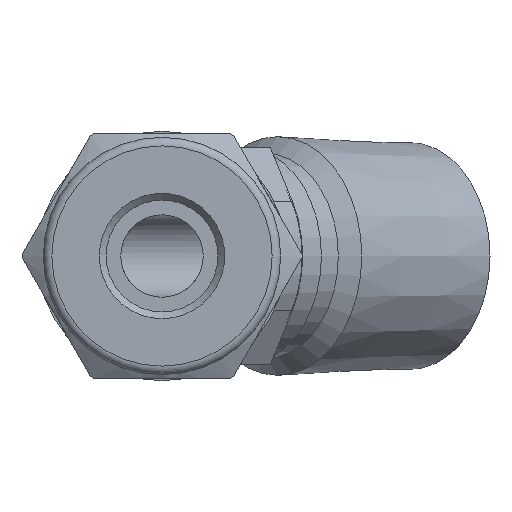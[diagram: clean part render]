
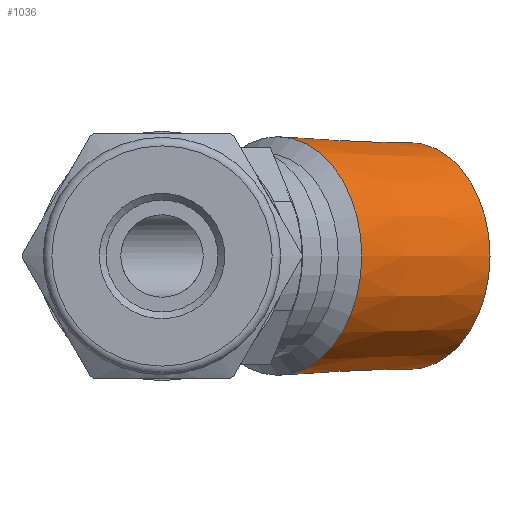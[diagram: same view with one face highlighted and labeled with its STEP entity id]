
A CAD part, left-side view. The second image highlights one B-rep face of the part: STEP entity #1036.
In plain terms, the highlighted conical face has half-angle 1.78 degrees and reference radius 6.817 mm.
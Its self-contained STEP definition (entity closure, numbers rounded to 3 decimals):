
#107=CIRCLE('',#1166,6.987);
#108=CIRCLE('',#1168,6.646);
#129=CONICAL_SURFACE('',#1167,6.817,0.031);
#170=FACE_OUTER_BOUND('',#242,.T.);
#242=EDGE_LOOP('',(#842,#843,#844,#845));
#304=LINE('',#1761,#375);
#375=VECTOR('',#1418,6.817);
#482=VERTEX_POINT('',#1755);
#483=VERTEX_POINT('',#1759);
#607=EDGE_CURVE('',#482,#482,#107,.T.);
#609=EDGE_CURVE('',#483,#483,#108,.T.);
#610=EDGE_CURVE('',#483,#482,#304,.T.);
#842=ORIENTED_EDGE('',*,*,#609,.F.);
#843=ORIENTED_EDGE('',*,*,#610,.T.);
#844=ORIENTED_EDGE('',*,*,#607,.T.);
#845=ORIENTED_EDGE('',*,*,#610,.F.);
#1036=ADVANCED_FACE('',(#170),#129,.T.);
#1166=AXIS2_PLACEMENT_3D('',#1756,#1411,#1412);
#1167=AXIS2_PLACEMENT_3D('',#1758,#1414,#1415);
#1168=AXIS2_PLACEMENT_3D('',#1760,#1416,#1417);
#1411=DIRECTION('center_axis',(0.707,-0.707,0.));
#1412=DIRECTION('ref_axis',(0.707,0.707,0.));
#1414=DIRECTION('center_axis',(-0.707,0.707,0.));
#1415=DIRECTION('ref_axis',(0.707,0.707,0.));
#1416=DIRECTION('center_axis',(0.707,-0.707,0.));
#1417=DIRECTION('ref_axis',(0.707,0.707,0.));
#1418=DIRECTION('',(-0.729,0.685,0.));
#1755=CARTESIAN_POINT('',(26.661,-11.698,0.));
#1756=CARTESIAN_POINT('Origin',(31.602,-6.758,0.));
#1758=CARTESIAN_POINT('Origin',(35.476,-10.632,0.));
#1759=CARTESIAN_POINT('',(34.651,-19.207,0.));
#1760=CARTESIAN_POINT('Origin',(39.351,-14.507,0.));
#1761=CARTESIAN_POINT('',(30.656,-15.452,0.));
